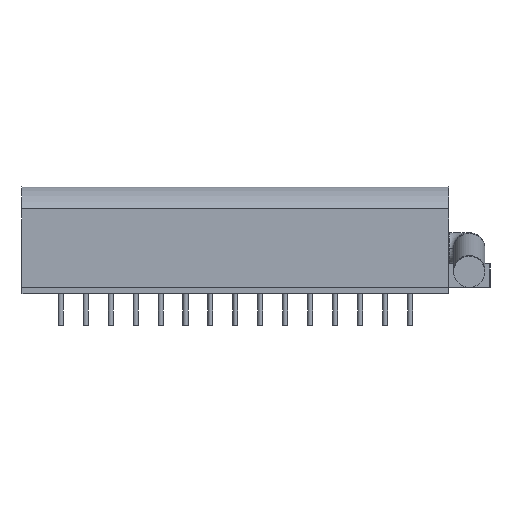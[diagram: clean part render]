
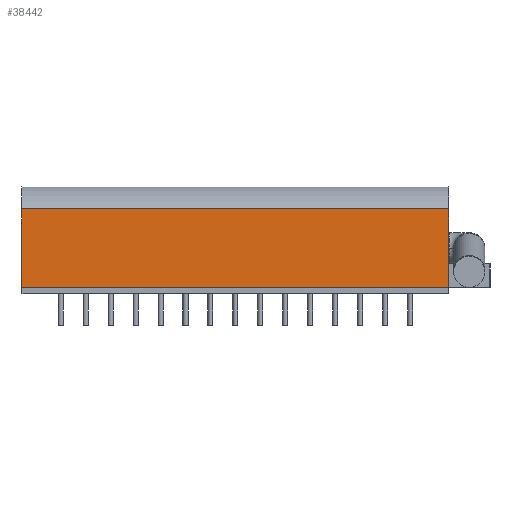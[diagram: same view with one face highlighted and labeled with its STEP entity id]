
A CAD part, front view. The second image highlights one B-rep face of the part: STEP entity #38442.
In plain terms, the highlighted planar face has unit normal (0, -1, 0).
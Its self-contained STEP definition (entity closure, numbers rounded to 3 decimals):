
#38379=CARTESIAN_POINT('',(21.683,-21.158,8.64));
#38380=VERTEX_POINT('',#38379);
#38387=CARTESIAN_POINT('',(21.683,-21.158,0.64));
#38388=VERTEX_POINT('',#38387);
#38389=CARTESIAN_POINT('',(21.683,-21.158,0.64));
#38390=DIRECTION('',(0.0,0.0,1.0));
#38391=VECTOR('',#38390,8.0);
#38392=LINE('',#38389,#38391);
#38393=EDGE_CURVE('',#38388,#38380,#38392,.T.);
#38412=CARTESIAN_POINT('',(47.933,-21.158,0.64));
#38413=DIRECTION('',(0.0,-1.0,0.0));
#38414=DIRECTION('',(0.0,0.0,-1.0));
#38415=AXIS2_PLACEMENT_3D('',#38412,#38413,#38414);
#38416=PLANE('',#38415);
#38417=CARTESIAN_POINT('',(-21.717,-21.158,8.64));
#38418=VERTEX_POINT('',#38417);
#38419=CARTESIAN_POINT('',(21.683,-21.158,8.64));
#38420=DIRECTION('',(-1.0,0.0,0.0));
#38421=VECTOR('',#38420,43.4);
#38422=LINE('',#38419,#38421);
#38423=EDGE_CURVE('',#38380,#38418,#38422,.T.);
#38424=ORIENTED_EDGE('',*,*,#38423,.T.);
#38425=CARTESIAN_POINT('',(-21.717,-21.158,0.64));
#38426=VERTEX_POINT('',#38425);
#38427=CARTESIAN_POINT('',(-21.717,-21.158,0.64));
#38428=DIRECTION('',(0.0,0.0,1.0));
#38429=VECTOR('',#38428,8.0);
#38430=LINE('',#38427,#38429);
#38431=EDGE_CURVE('',#38426,#38418,#38430,.T.);
#38432=ORIENTED_EDGE('',*,*,#38431,.F.);
#38433=CARTESIAN_POINT('',(21.683,-21.158,0.64));
#38434=DIRECTION('',(-1.0,0.0,0.0));
#38435=VECTOR('',#38434,43.4);
#38436=LINE('',#38433,#38435);
#38437=EDGE_CURVE('',#38388,#38426,#38436,.T.);
#38438=ORIENTED_EDGE('',*,*,#38437,.F.);
#38439=ORIENTED_EDGE('',*,*,#38393,.T.);
#38440=EDGE_LOOP('',(#38424,#38432,#38438,#38439));
#38441=FACE_OUTER_BOUND('',#38440,.T.);
#38442=ADVANCED_FACE('',(#38441),#38416,.T.);
